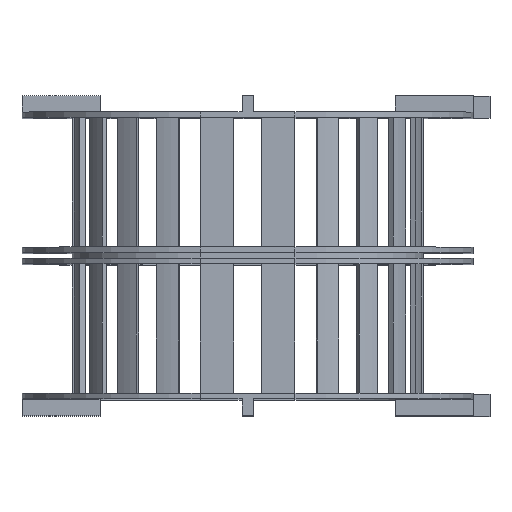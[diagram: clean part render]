
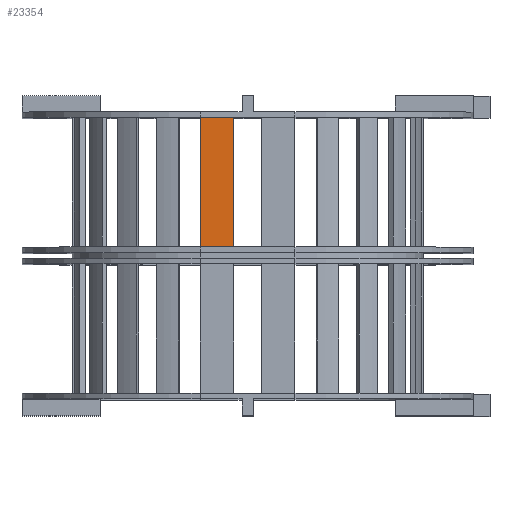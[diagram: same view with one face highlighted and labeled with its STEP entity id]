
A CAD part, top view. The second image highlights one B-rep face of the part: STEP entity #23354.
In plain terms, the highlighted planar face has unit normal (0, 0, 1).
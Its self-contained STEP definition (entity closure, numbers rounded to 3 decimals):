
#1070=FACE_OUTER_BOUND($,#2734,.T.);
#2734=EDGE_LOOP($,(#19543,#19544,#19545,#19546));
#3755=LINE($,#31372,#6668);
#4475=LINE($,#33267,#7388);
#5912=LINE($,#36496,#8825);
#5939=LINE($,#36537,#8852);
#6668=VECTOR($,#25277,6.);
#7388=VECTOR($,#26503,6.);
#8825=VECTOR($,#29708,23.25);
#8852=VECTOR($,#29763,23.25);
#9590=VERTEX_POINT($,#31369);
#9591=VERTEX_POINT($,#31371);
#10512=VERTEX_POINT($,#33264);
#10513=VERTEX_POINT($,#33266);
#11798=EDGE_CURVE($,#9591,#9590,#3755,.T.);
#12746=EDGE_CURVE($,#10512,#10513,#4475,.T.);
#14376=EDGE_CURVE($,#9591,#10512,#5912,.T.);
#14403=EDGE_CURVE($,#10513,#9590,#5939,.T.);
#19543=ORIENTED_EDGE($,*,*,#14403,.F.);
#19544=ORIENTED_EDGE($,*,*,#12746,.F.);
#19545=ORIENTED_EDGE($,*,*,#14376,.F.);
#19546=ORIENTED_EDGE($,*,*,#11798,.T.);
#22378=PLANE($,#24829);
#23354=ADVANCED_FACE($,(#1070),#22378,.F.);
#24829=AXIS2_PLACEMENT_3D($,#36655,#29871,#29872);
#25277=DIRECTION($,(1.,0.,0.));
#26503=DIRECTION($,(1.,0.,0.));
#29708=DIRECTION($,(0.,1.,0.));
#29763=DIRECTION($,(0.,-1.,0.));
#29871=DIRECTION('center_axis',(0.,0.,
-1.));
#29872=DIRECTION('ref_axis',(0.,1.,0.));
#31369=CARTESIAN_POINT('',(-33.,27.25,69.75));
#31371=CARTESIAN_POINT('',(-39.,27.25,69.75));
#31372=CARTESIAN_POINT($,(-39.,27.25,69.75));
#33264=CARTESIAN_POINT('',(-39.,50.5,69.75));
#33266=CARTESIAN_POINT('',(-33.,50.5,69.75));
#33267=CARTESIAN_POINT($,(-39.,50.5,69.75));
#36496=CARTESIAN_POINT($,(-39.,27.25,69.75));
#36537=CARTESIAN_POINT($,(-33.,39.375,69.75));
#36655=CARTESIAN_POINT('Origin',(-39.,27.25,69.75));
